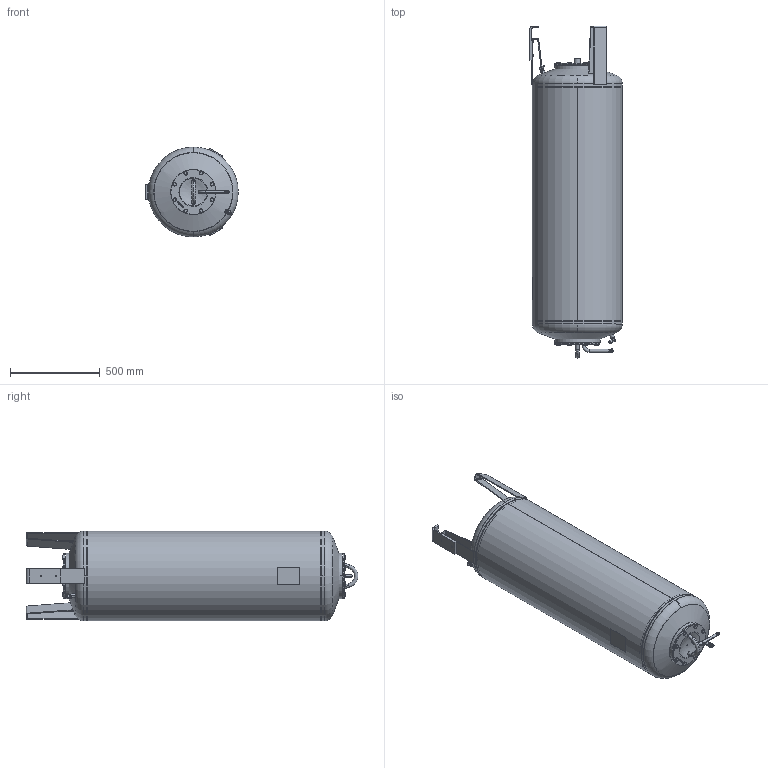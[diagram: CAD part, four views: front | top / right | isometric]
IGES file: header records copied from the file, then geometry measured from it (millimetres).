
Global section: file name: No Iges File Name specified; native system: Autodesk Inventor 2009; preprocessor: AutoDesk Inventor Iges Exporter R2009; author: CADJOBServer; date: 20091013.110827; units: millimetre
Bounding box: 515.12 x 1846.88 x 500 mm (x, y, z)
Volume: 13200763.3 mm3; surface area: 8422935 mm2
Topology: 27 solids, 27 shells, 1698 faces, 4243 edges, 2710 vertices
Faces by surface type: plane 630, bspline 280, revolution 262, cylinder 232, cone 231, torus 60, sphere 3
